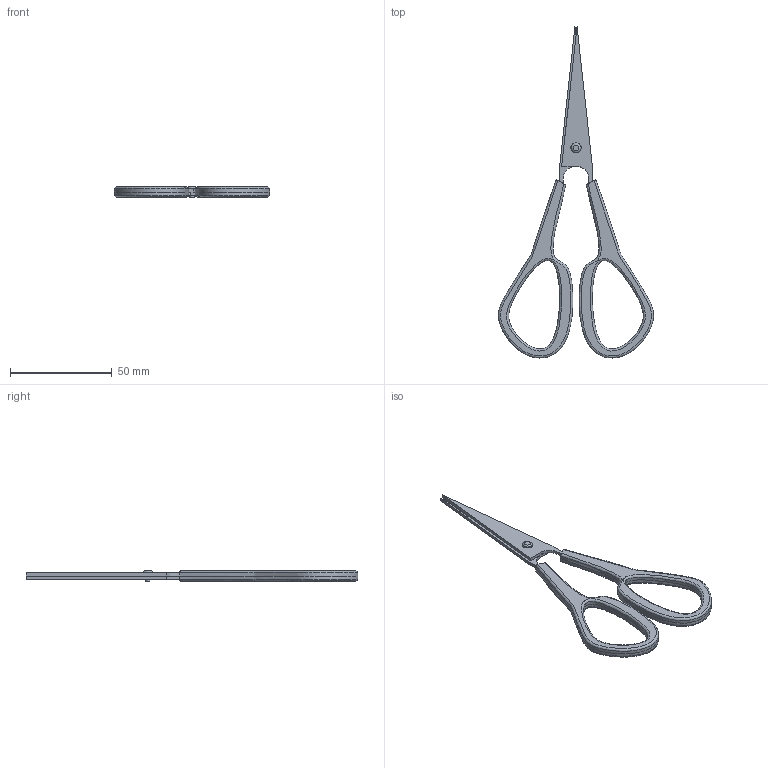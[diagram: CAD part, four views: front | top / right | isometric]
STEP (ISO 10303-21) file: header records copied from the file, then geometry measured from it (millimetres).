
FILE_DESCRIPTION(('HOOPS Exchange Step'),'2;1');
FILE_NAME('temp_export','2024-07-24T13:05:50+08:00',('sharma21'),('Shapr3D Limited'),'HOOPS Exchange 2024.2','Shapr3D','Authorized');
FILE_SCHEMA( ('AUTOMOTIVE_DESIGN { 1 0 10303 214 1 1 1 1 }') );
Length unit declared in the file: millimetre
Products named in the file (1): root
Bounding box: 76.1 x 162.87 x 5 mm (x, y, z)
Volume: 10401.3 mm3; surface area: 7948.5 mm2
Topology: 3 solids, 3 shells, 42 faces, 99 edges, 65 vertices
Faces by surface type: plane 21, bspline 18, cone 1, torus 1, cylinder 1
Full cylindrical faces by diameter (mm): 2 x1
Entity records: 21648 total; most frequent: CARTESIAN_POINT 20774, ORIENTED_EDGE 198, DIRECTION 112, EDGE_CURVE 99, VERTEX_POINT 65, VECTOR 48, LINE 48, EDGE_LOOP 48
